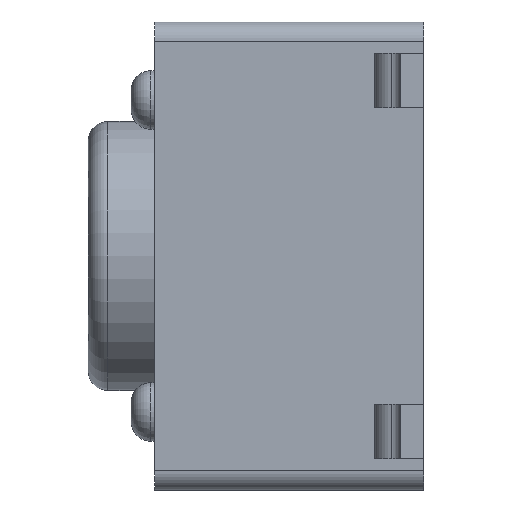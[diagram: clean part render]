
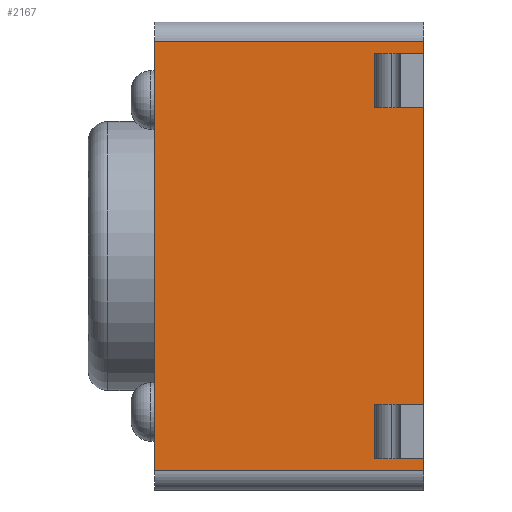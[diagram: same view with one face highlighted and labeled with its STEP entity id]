
A CAD part, left-side view. The second image highlights one B-rep face of the part: STEP entity #2167.
In plain terms, the highlighted planar face has unit normal (-1, 0, 0).
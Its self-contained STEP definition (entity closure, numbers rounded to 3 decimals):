
#75 = DIRECTION ( 'NONE',  ( 0., 1., 0. ) ) ;
#290 = VECTOR ( 'NONE', #1755, 1000. ) ;
#391 = EDGE_CURVE ( 'NONE', #3348, #1555, #728, .T. ) ;
#641 = CARTESIAN_POINT ( 'NONE',  ( -3., 0., -2.75 ) ) ;
#696 = CARTESIAN_POINT ( 'NONE',  ( -3., 3.45, 2.75 ) ) ;
#728 = LINE ( 'NONE', #3477, #2223 ) ;
#747 = VECTOR ( 'NONE', #75, 1000. ) ;
#954 = CARTESIAN_POINT ( 'NONE',  ( -3., 0., 2.75 ) ) ;
#957 = EDGE_CURVE ( 'NONE', #3224, #1029, #2295, .T. ) ;
#1029 = VERTEX_POINT ( 'NONE', #1734 ) ;
#1067 = EDGE_CURVE ( 'NONE', #3224, #3348, #2750, .T. ) ;
#1328 = DIRECTION ( 'NONE',  ( 0., 0., 1. ) ) ;
#1431 = DIRECTION ( 'NONE',  ( 1., 0., 0. ) ) ;
#1555 = VERTEX_POINT ( 'NONE', #954 ) ;
#1589 = DIRECTION ( 'NONE',  ( 0., -1., 0. ) ) ;
#1701 = PLANE ( 'NONE',  #3441 ) ;
#1734 = CARTESIAN_POINT ( 'NONE',  ( -3., 3.45, 2.75 ) ) ;
#1755 = DIRECTION ( 'NONE',  ( 0., 0., 1. ) ) ;
#1862 = CARTESIAN_POINT ( 'NONE',  ( -3., 3.45, -2.75 ) ) ;
#1928 = ORIENTED_EDGE ( 'NONE', *, *, #957, .F. ) ;
#2167 = ADVANCED_FACE ( 'NONE', ( #3070 ), #1701, .F. ) ;
#2223 = VECTOR ( 'NONE', #1328, 1000. ) ;
#2248 = ORIENTED_EDGE ( 'NONE', *, *, #391, .T. ) ;
#2295 = LINE ( 'NONE', #2392, #290 ) ;
#2392 = CARTESIAN_POINT ( 'NONE',  ( -3., 3.45, 3. ) ) ;
#2480 = EDGE_LOOP ( 'NONE', ( #1928, #2767, #2248, #2619 ) ) ;
#2552 = LINE ( 'NONE', #696, #747 ) ;
#2592 = VECTOR ( 'NONE', #1589, 1000. ) ;
#2619 = ORIENTED_EDGE ( 'NONE', *, *, #3146, .T. ) ;
#2750 = LINE ( 'NONE', #2994, #2592 ) ;
#2767 = ORIENTED_EDGE ( 'NONE', *, *, #1067, .T. ) ;
#2794 = CARTESIAN_POINT ( 'NONE',  ( -3., 3.45, 3. ) ) ;
#2807 = DIRECTION ( 'NONE',  ( 0., 0., -1. ) ) ;
#2994 = CARTESIAN_POINT ( 'NONE',  ( -3., 3.45, -2.75 ) ) ;
#3070 = FACE_OUTER_BOUND ( 'NONE', #2480, .T. ) ;
#3146 = EDGE_CURVE ( 'NONE', #1555, #1029, #2552, .T. ) ;
#3224 = VERTEX_POINT ( 'NONE', #1862 ) ;
#3348 = VERTEX_POINT ( 'NONE', #641 ) ;
#3441 = AXIS2_PLACEMENT_3D ( 'NONE', #2794, #1431, #2807 ) ;
#3477 = CARTESIAN_POINT ( 'NONE',  ( -3., 0., 3. ) ) ;
